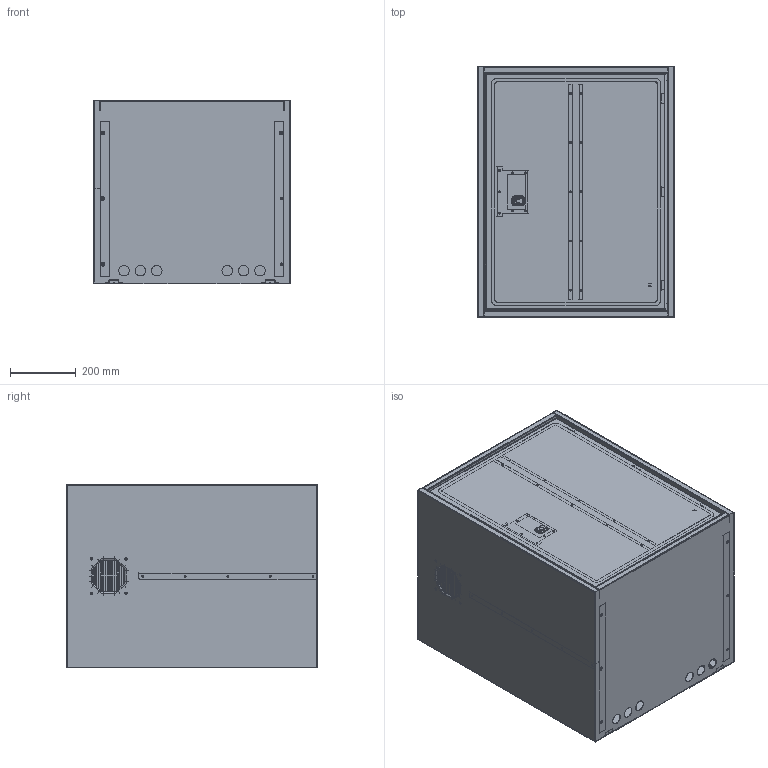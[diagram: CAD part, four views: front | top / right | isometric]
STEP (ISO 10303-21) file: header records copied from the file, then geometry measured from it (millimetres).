
FILE_DESCRIPTION (( 'STEP AP203' ), '1' );
FILE_NAME ('LV3-15U65-MF.STEP', '2023-11-30T08:11:17', ( '' ), ( '' ), 'SwSTEP 2.0', 'SolidWorks 2022', '' );
FILE_SCHEMA (( 'CONFIG_CONTROL_DESIGN' ));
Products named in the file (1): LV3-15U65-MF
Bounding box: 600 x 765.3 x 560.13 mm (x, y, z)
Volume: 5058090.1 mm3; surface area: 6452108.3 mm2
Topology: 98 solids, 98 shells, 6052 faces, 15428 edges, 9793 vertices
Faces by surface type: plane 3355, cylinder 1617, bspline 608, cone 318, torus 134, sphere 20
Entity records: 218195 total; most frequent: CARTESIAN_POINT 72174, ORIENTED_EDGE 30700, DIRECTION 28418, EDGE_CURVE 15350, LINE 9936, VECTOR 9936, VERTEX_POINT 9793, AXIS2_PLACEMENT_3D 9241
